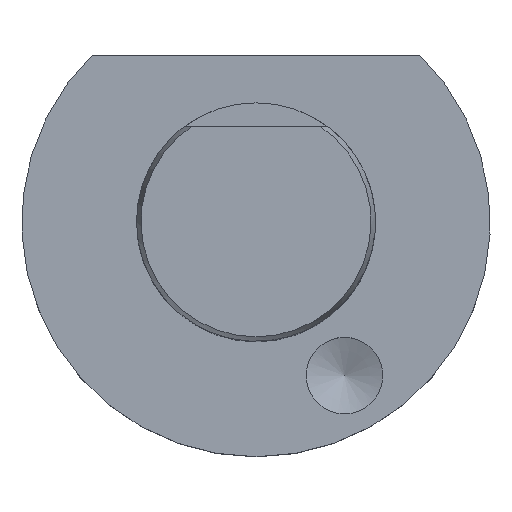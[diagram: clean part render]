
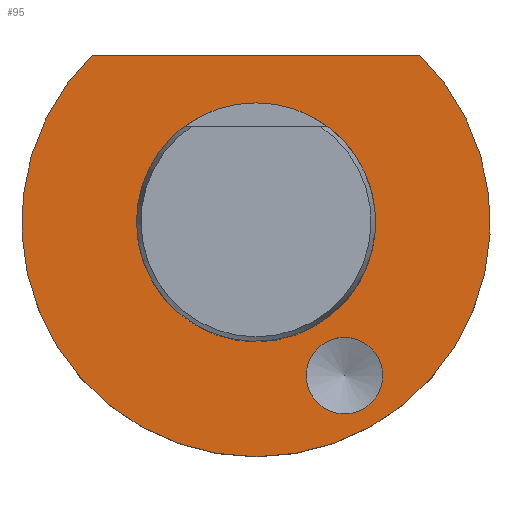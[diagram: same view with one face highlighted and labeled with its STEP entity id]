
A CAD part, top view. The second image highlights one B-rep face of the part: STEP entity #95.
In plain terms, the highlighted planar face has unit normal (0, 0, 1).
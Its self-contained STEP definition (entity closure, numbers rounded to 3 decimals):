
#40=LINE('',#469,#48);
#48=VECTOR('',#362,1.);
#76=FACE_BOUND('',#134,.T.);
#77=FACE_BOUND('',#135,.T.);
#78=FACE_BOUND('',#136,.T.);
#95=ADVANCED_FACE('CU_IB_SU_3',(#76,#77,#78),#106,.F.);
#106=PLANE('',#305);
#134=EDGE_LOOP('',(#174));
#135=EDGE_LOOP('',(#175));
#136=EDGE_LOOP('',(#176,#177));
#174=ORIENTED_EDGE('',*,*,#237,.F.);
#175=ORIENTED_EDGE('',*,*,#238,.F.);
#176=ORIENTED_EDGE('',*,*,#236,.T.);
#177=ORIENTED_EDGE('',*,*,#234,.F.);
#210=VERTEX_POINT('',#464);
#211=VERTEX_POINT('',#466);
#212=VERTEX_POINT('',#472);
#213=VERTEX_POINT('',#474);
#234=EDGE_CURVE('',#210,#211,#257,.T.);
#236=EDGE_CURVE('',#210,#211,#40,.T.);
#237=EDGE_CURVE('',#212,#212,#258,.T.);
#238=EDGE_CURVE('',#213,#213,#259,.T.);
#257=CIRCLE('',#300,49.);
#258=CIRCLE('',#303,8.007);
#259=CIRCLE('',#304,24.996);
#300=AXIS2_PLACEMENT_3D('',#465,#357,#358);
#303=AXIS2_PLACEMENT_3D('',#471,#365,#366);
#304=AXIS2_PLACEMENT_3D('',#473,#367,#368);
#305=AXIS2_PLACEMENT_3D('',#475,#369,#370);
#357=DIRECTION('',(0.,0.,-1.));
#358=DIRECTION('',(-1.,0.,0.));
#362=DIRECTION('',(-1.,0.,0.));
#365=DIRECTION('',(0.,0.,1.));
#366=DIRECTION('',(-1.,0.,0.));
#367=DIRECTION('',(0.,0.,1.));
#368=DIRECTION('',(-1.,0.,0.));
#369=DIRECTION('',(0.,0.,-1.));
#370=DIRECTION('',(-1.,0.,0.));
#464=CARTESIAN_POINT('',(34.293,35.,0.));
#465=CARTESIAN_POINT('',(0.,0.,0.));
#466=CARTESIAN_POINT('',(-34.293,35.,0.));
#469=CARTESIAN_POINT('',(49.,35.,0.));
#471=CARTESIAN_POINT('',(18.5,-32.043,0.));
#472=CARTESIAN_POINT('',(10.493,-32.043,0.));
#473=CARTESIAN_POINT('',(0.,0.,0.));
#474=CARTESIAN_POINT('',(-24.996,0.,0.));
#475=CARTESIAN_POINT('',(0.,24.996,0.));
